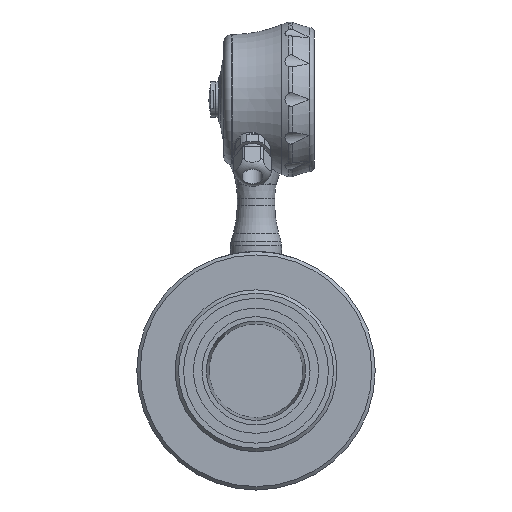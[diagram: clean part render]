
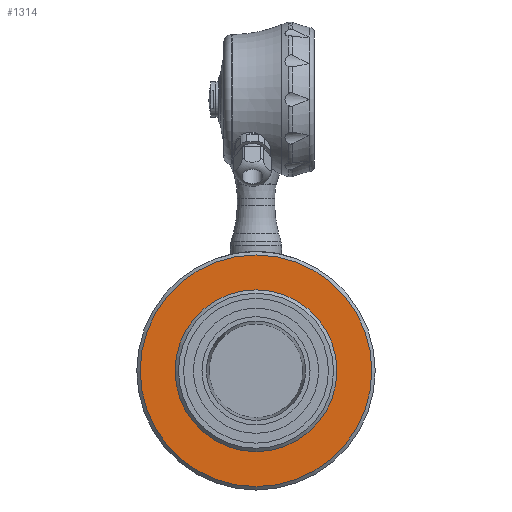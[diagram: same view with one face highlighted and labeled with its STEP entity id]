
A CAD part, front view. The second image highlights one B-rep face of the part: STEP entity #1314.
In plain terms, the highlighted planar face has unit normal (0, -1, 0).
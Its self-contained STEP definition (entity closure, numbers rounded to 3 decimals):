
#1314 = ADVANCED_FACE( '', ( #2829, #2830 ), #2831, .T. );
#2829 = FACE_OUTER_BOUND( '', #5007, .T. );
#2830 = FACE_BOUND( '', #5008, .T. );
#2831 = PLANE( '', #5009 );
#5007 = EDGE_LOOP( '', ( #9049 ) );
#5008 = EDGE_LOOP( '', ( #9050 ) );
#5009 = AXIS2_PLACEMENT_3D( '', #9051, #9052, #9053 );
#9049 = ORIENTED_EDGE( '', *, *, #11083, .T. );
#9050 = ORIENTED_EDGE( '', *, *, #11657, .F. );
#9051 = CARTESIAN_POINT( '', ( 0., -50., 47.5 ) );
#9052 = DIRECTION( '', ( 0., -1., 0. ) );
#9053 = DIRECTION( '', ( 0., 0., 1. ) );
#11083 = EDGE_CURVE( '', #13460, #13460, #13461, .T. );
#11657 = EDGE_CURVE( '', #14212, #14212, #14213, .T. );
#13460 = VERTEX_POINT( '', #18722 );
#13461 = CIRCLE( '', #18723, 68. );
#14212 = VERTEX_POINT( '', #20592 );
#14213 = CIRCLE( '', #20593, 47.5 );
#18722 = CARTESIAN_POINT( '', ( 0., -50., 68. ) );
#18723 = AXIS2_PLACEMENT_3D( '', #22330, #22331, #22332 );
#20592 = CARTESIAN_POINT( '', ( 0., -50., 47.5 ) );
#20593 = AXIS2_PLACEMENT_3D( '', #22865, #22866, #22867 );
#22330 = CARTESIAN_POINT( '', ( 0., -50., 0. ) );
#22331 = DIRECTION( '', ( 0., -1., 0. ) );
#22332 = DIRECTION( '', ( 0., 0., 1. ) );
#22865 = CARTESIAN_POINT( '', ( 0., -50., 0. ) );
#22866 = DIRECTION( '', ( 0., -1., 0. ) );
#22867 = DIRECTION( '', ( 0., 0., 1. ) );
